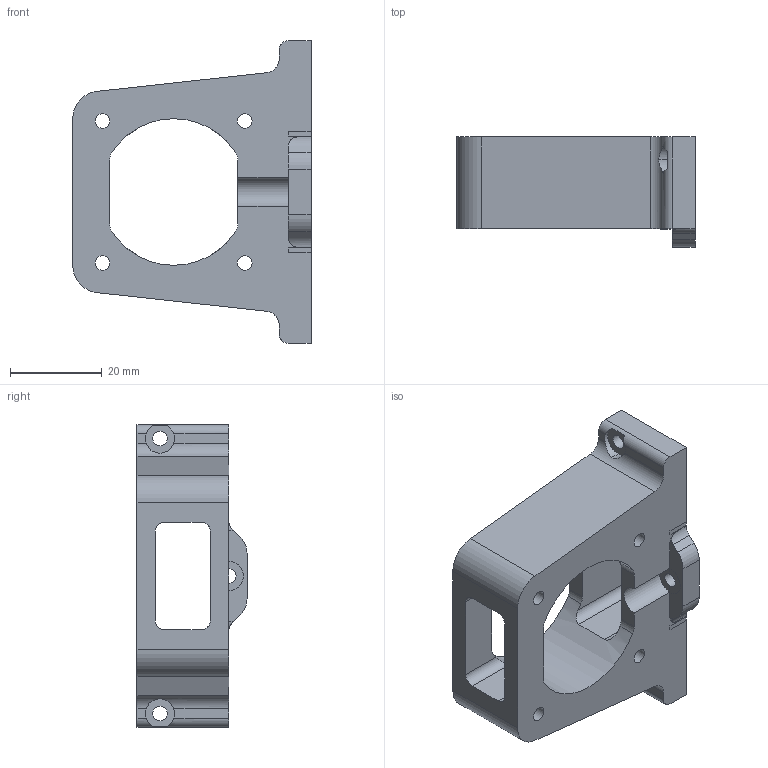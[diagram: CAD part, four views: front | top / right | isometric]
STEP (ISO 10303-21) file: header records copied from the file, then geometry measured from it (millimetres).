
FILE_DESCRIPTION(('FreeCAD Model'),'2;1');
FILE_NAME('X-Stepper.step','2015-10-06T20:15:11',('Author'),(''), 'Open CASCADE STEP processor 6.8','FreeCAD','Unknown');
FILE_SCHEMA(('AUTOMOTIVE_DESIGN_CC2 { 1 2 10303 214 -1 1 5 4 }'));
Length unit declared in the file: millimetre
Products named in the file (1): Pocket009
Bounding box: 52 x 24 x 66 mm (x, y, z)
Volume: 27199 mm3; surface area: 12590.7 mm2
Topology: 1 solids, 1 shells, 112 faces, 318 edges, 211 vertices
Faces by surface type: cylinder 59, plane 53
Full cylindrical faces by diameter (mm): 3.2 x7, 6.4 x4
Entity records: 9602 total; most frequent: CARTESIAN_POINT 3420, DIRECTION 1135, ORIENTED_EDGE 636, PCURVE 636, DEFINITIONAL_REPRESENTATION 636, LINE 631, VECTOR 631, EDGE_CURVE 318
